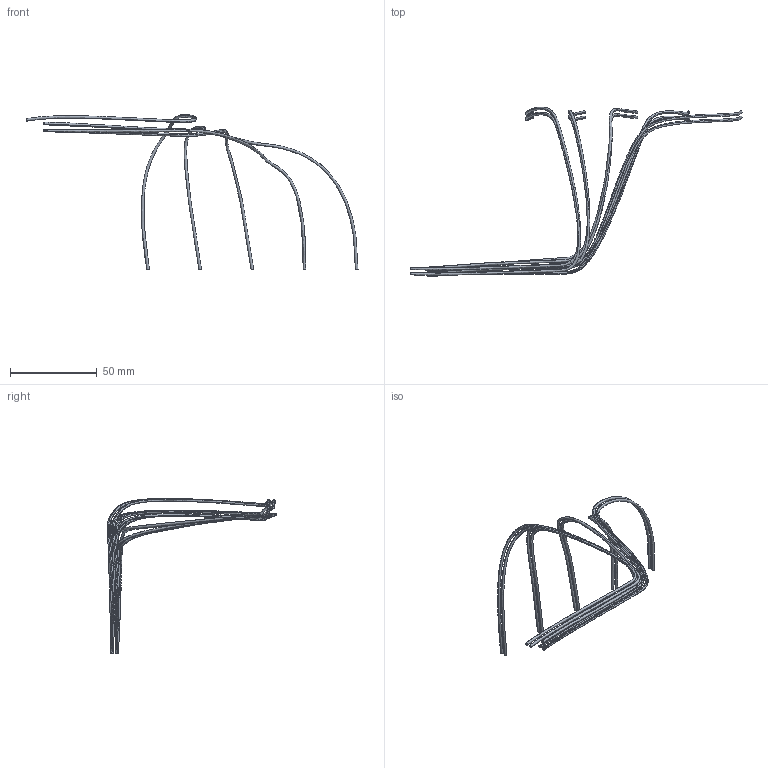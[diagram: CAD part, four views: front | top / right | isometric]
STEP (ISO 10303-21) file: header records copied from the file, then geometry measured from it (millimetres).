
FILE_DESCRIPTION (( 'STEP AP203' ), '1' );
FILE_NAME ('20-019442.step', '2022-04-19T12:33:09', ( '' ), ( '' ), 'SwSTEP 2.0', 'SolidWorks 2021', '' );
FILE_SCHEMA (( 'CONFIG_CONTROL_DESIGN' ));
Length unit declared in the file: millimetre
Products named in the file (1): 20-019442
Bounding box: 190.96 x 97.77 x 89.15 mm (x, y, z)
Volume: 3928.9 mm3; surface area: 9881 mm2
Topology: 2 solids, 2 shells, 71 faces, 183 edges, 116 vertices
Faces by surface type: bspline 47, plane 24
Entity records: 15039 total; most frequent: CARTESIAN_POINT 13652, ORIENTED_EDGE 366, EDGE_CURVE 183, DIRECTION 138, B_SPLINE_CURVE_WITH_KNOTS 135, VERTEX_POINT 116, EDGE_LOOP 75, FACE_OUTER_BOUND 71
